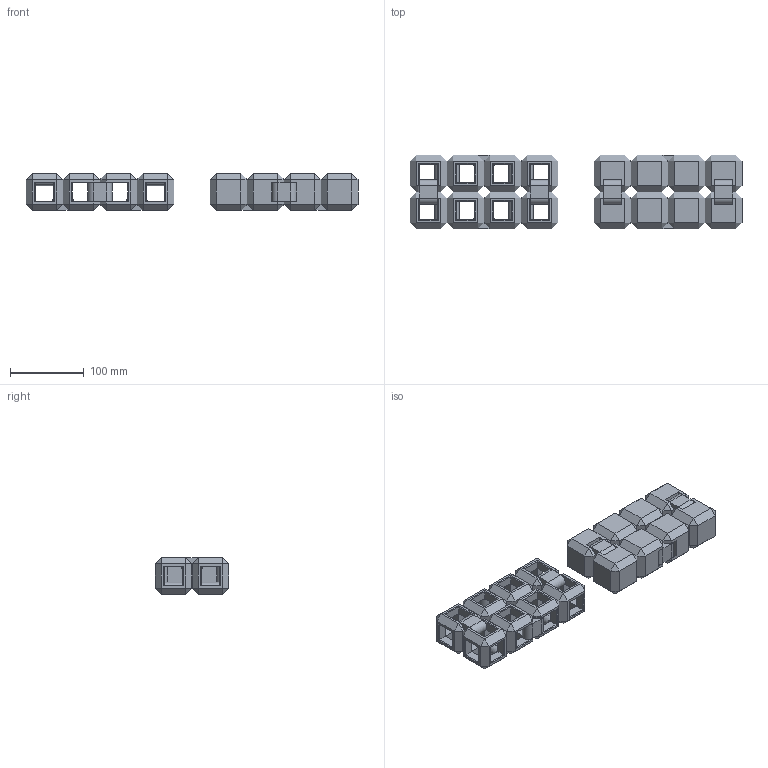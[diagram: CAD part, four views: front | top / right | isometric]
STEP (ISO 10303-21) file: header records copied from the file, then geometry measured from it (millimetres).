
FILE_DESCRIPTION(/* description */ (''),/* implementation_level */ '2;1');
FILE_NAME(/* name */ 'cubes v4.step',/* time_stamp */ '2022-02-27T11:52:08-05:00',/* author */ (''),/* organization */ (''),/* preprocessor_version */ 'ST-DEVELOPER v18.1',/* originating_system */ 'Autodesk Translation Framework v10.13.0.1454',/* authorisation */ '');
FILE_SCHEMA (('AUTOMOTIVE_DESIGN { 1 0 10303 214 3 1 1 }'));
Length unit declared in the file: millimetre
Products named in the file (3): cubes; Cube; Holey Cube
Assembly tree (2 placements, depth 2):
  cubes
    Cube
    Holey Cube
Bounding box: 450.6 x 100.2 x 50 mm (x, y, z)
Volume: 1260257.9 mm3; surface area: 265341 mm2
Topology: 32 solids, 32 shells, 1052 faces, 2396 edges, 1376 vertices
Faces by surface type: plane 892, cone 128, cylinder 32
Entity records: 27711 total; most frequent: CARTESIAN_POINT 4701, DIRECTION 4574, ORIENTED_EDGE 4536, EDGE_CURVE 2268, LINE 2076, VECTOR 2076, VERTEX_POINT 1376, AXIS2_PLACEMENT_3D 1249
